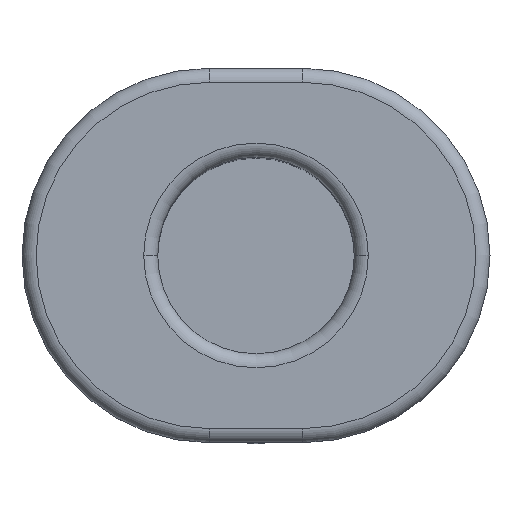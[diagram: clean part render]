
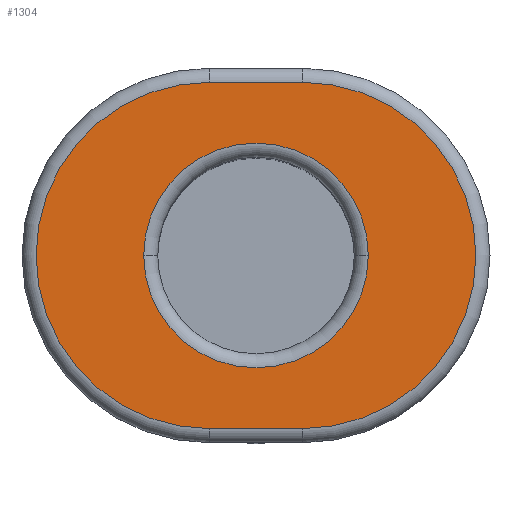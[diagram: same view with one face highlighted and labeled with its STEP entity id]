
A CAD part, top view. The second image highlights one B-rep face of the part: STEP entity #1304.
In plain terms, the highlighted face is planar.
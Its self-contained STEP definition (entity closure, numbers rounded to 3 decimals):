
#664=CARTESIAN_POINT('',(2.4,-8.95,0.));
#665=VERTEX_POINT('',#664);
#673=CARTESIAN_POINT('',(-2.4,-8.95,0.));
#674=VERTEX_POINT('',#673);
#675=CARTESIAN_POINT('',(0.0,-8.95,0.));
#676=DIRECTION('',(0.0,-1.0,0.0));
#677=DIRECTION('',(1.0,0.0,0.0));
#678=AXIS2_PLACEMENT_3D('',#675,#676,#677);
#679=CIRCLE('',#678,2.4);
#680=EDGE_CURVE('',#665,#674,#679,.T.);
#1117=CARTESIAN_POINT('',(-1.0,-8.95,-3.7));
#1118=VERTEX_POINT('',#1117);
#1119=CARTESIAN_POINT('',(-1.,-8.95,3.7));
#1120=VERTEX_POINT('',#1119);
#1121=CARTESIAN_POINT('',(-1.0,-8.95,0.));
#1122=DIRECTION('',(0.0,1.0,0.0));
#1123=DIRECTION('',(-1.0,0.0,0.0));
#1124=AXIS2_PLACEMENT_3D('',#1121,#1122,#1123);
#1125=CIRCLE('',#1124,3.7);
#1126=EDGE_CURVE('',#1118,#1120,#1125,.T.);
#1161=CARTESIAN_POINT('',(1.,-8.95,3.7));
#1162=VERTEX_POINT('',#1161);
#1163=CARTESIAN_POINT('',(-1.,-8.95,3.7));
#1164=DIRECTION('',(1.0,0.0,0.0));
#1165=VECTOR('',#1164,2.);
#1166=LINE('',#1163,#1165);
#1167=EDGE_CURVE('',#1120,#1162,#1166,.T.);
#1201=CARTESIAN_POINT('',(1.0,-8.95,-3.7));
#1202=VERTEX_POINT('',#1201);
#1210=CARTESIAN_POINT('',(1.0,-8.95,-3.7));
#1211=DIRECTION('',(-1.0,0.0,0.0));
#1212=VECTOR('',#1211,2.0);
#1213=LINE('',#1210,#1212);
#1214=EDGE_CURVE('',#1202,#1118,#1213,.T.);
#1225=CARTESIAN_POINT('',(1.0,-8.95,0.));
#1226=DIRECTION('',(0.,1.0,0.));
#1227=DIRECTION('',(1.0,0.,0.));
#1228=AXIS2_PLACEMENT_3D('',#1225,#1226,#1227);
#1229=CIRCLE('',#1228,3.7);
#1230=EDGE_CURVE('',#1162,#1202,#1229,.T.);
#1283=CARTESIAN_POINT('',(0.,-8.95,0.));
#1284=DIRECTION('',(0.0,1.0,0.0));
#1285=DIRECTION('',(1.0,0.0,0.0));
#1286=AXIS2_PLACEMENT_3D('',#1283,#1284,#1285);
#1287=PLANE('',#1286);
#1288=ORIENTED_EDGE('',*,*,#1126,.F.);
#1289=ORIENTED_EDGE('',*,*,#1214,.F.);
#1290=ORIENTED_EDGE('',*,*,#1230,.F.);
#1291=ORIENTED_EDGE('',*,*,#1167,.F.);
#1292=EDGE_LOOP('',(#1288,#1289,#1290,#1291));
#1293=FACE_OUTER_BOUND('',#1292,.T.);
#1294=CARTESIAN_POINT('',(0.0,-8.95,0.));
#1295=DIRECTION('',(0.0,-1.0,0.0));
#1296=DIRECTION('',(1.0,0.0,0.0));
#1297=AXIS2_PLACEMENT_3D('',#1294,#1295,#1296);
#1298=CIRCLE('',#1297,2.4);
#1299=EDGE_CURVE('',#674,#665,#1298,.T.);
#1300=ORIENTED_EDGE('',*,*,#1299,.F.);
#1301=ORIENTED_EDGE('',*,*,#680,.F.);
#1302=EDGE_LOOP('',(#1300,#1301));
#1303=FACE_BOUND('',#1302,.T.);
#1304=ADVANCED_FACE('',(#1293,#1303),#1287,.F.);
